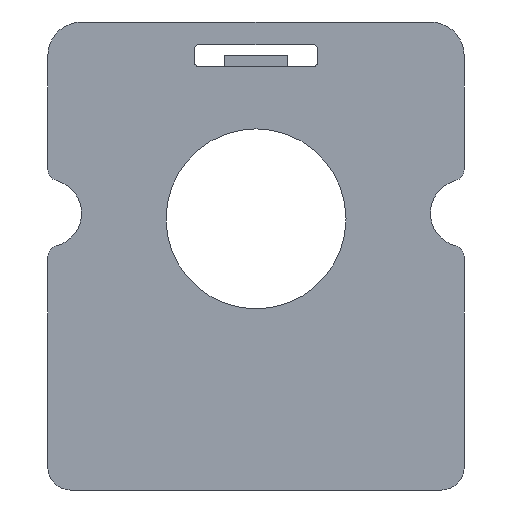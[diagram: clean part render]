
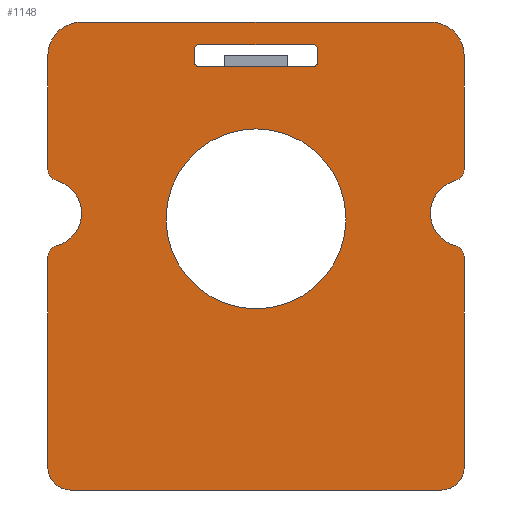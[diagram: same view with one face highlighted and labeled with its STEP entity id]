
A CAD part, front view. The second image highlights one B-rep face of the part: STEP entity #1148.
In plain terms, the highlighted planar face has unit normal (0, -1, 0).
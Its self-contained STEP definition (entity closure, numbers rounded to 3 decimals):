
#33=FACE_BOUND('',#181,.T.);
#34=FACE_BOUND('',#182,.T.);
#47=PLANE('',#1301);
#107=FACE_OUTER_BOUND('',#180,.T.);
#180=EDGE_LOOP('',(#965,#966,#967,#968,#969,#970,#971,#972,#973,#974,#975,
#976,#977,#978,#979,#980));
#181=EDGE_LOOP('',(#981,#982,#983,#984,#985,#986,#987,#988));
#182=EDGE_LOOP('',(#989));
#214=LINE('',#1741,#304);
#221=LINE('',#1760,#311);
#226=LINE('',#1773,#316);
#228=LINE('',#1781,#318);
#261=LINE('',#1957,#351);
#265=LINE('',#1966,#355);
#268=LINE('',#1974,#358);
#273=LINE('',#1994,#363);
#274=LINE('',#1998,#364);
#275=LINE('',#2002,#365);
#304=VECTOR('',#1350,10.);
#311=VECTOR('',#1365,10.);
#316=VECTOR('',#1378,10.);
#318=VECTOR('',#1388,10.);
#351=VECTOR('',#1591,10.);
#355=VECTOR('',#1601,10.);
#358=VECTOR('',#1610,10.);
#363=VECTOR('',#1635,10.);
#364=VECTOR('',#1638,10.);
#365=VECTOR('',#1641,10.);
#387=CIRCLE('',#1187,0.25);
#389=CIRCLE('',#1191,0.25);
#391=CIRCLE('',#1195,0.25);
#393=CIRCLE('',#1199,0.25);
#449=CIRCLE('',#1287,1.);
#450=CIRCLE('',#1290,1.);
#451=CIRCLE('',#1293,0.5);
#452=CIRCLE('',#1295,1.5);
#453=CIRCLE('',#1297,0.5);
#456=CIRCLE('',#1302,1.5);
#457=CIRCLE('',#1303,1.5);
#458=CIRCLE('',#1304,0.5);
#459=CIRCLE('',#1305,1.5);
#460=CIRCLE('',#1306,0.5);
#461=CIRCLE('',#1307,4.);
#466=VERTEX_POINT('',#1723);
#467=VERTEX_POINT('',#1725);
#473=VERTEX_POINT('',#1739);
#480=VERTEX_POINT('',#1754);
#481=VERTEX_POINT('',#1756);
#483=VERTEX_POINT('',#1765);
#485=VERTEX_POINT('',#1771);
#487=VERTEX_POINT('',#1777);
#544=VERTEX_POINT('',#1954);
#545=VERTEX_POINT('',#1956);
#546=VERTEX_POINT('',#1960);
#547=VERTEX_POINT('',#1964);
#548=VERTEX_POINT('',#1968);
#549=VERTEX_POINT('',#1972);
#550=VERTEX_POINT('',#1976);
#551=VERTEX_POINT('',#1980);
#552=VERTEX_POINT('',#1984);
#554=VERTEX_POINT('',#1993);
#555=VERTEX_POINT('',#1995);
#556=VERTEX_POINT('',#1997);
#557=VERTEX_POINT('',#1999);
#558=VERTEX_POINT('',#2001);
#559=VERTEX_POINT('',#2003);
#560=VERTEX_POINT('',#2005);
#561=VERTEX_POINT('',#2008);
#570=EDGE_CURVE('',#466,#467,#387,.T.);
#578=EDGE_CURVE('',#466,#473,#214,.T.);
#585=EDGE_CURVE('',#480,#481,#389,.T.);
#587=EDGE_CURVE('',#480,#467,#221,.T.);
#591=EDGE_CURVE('',#483,#473,#391,.T.);
#594=EDGE_CURVE('',#483,#485,#226,.T.);
#597=EDGE_CURVE('',#487,#485,#393,.T.);
#598=EDGE_CURVE('',#487,#481,#228,.T.);
#686=EDGE_CURVE('',#545,#544,#261,.T.);
#689=EDGE_CURVE('',#546,#544,#449,.T.);
#691=EDGE_CURVE('',#546,#547,#265,.T.);
#693=EDGE_CURVE('',#548,#547,#450,.T.);
#695=EDGE_CURVE('',#548,#549,#268,.T.);
#697=EDGE_CURVE('',#550,#549,#451,.T.);
#699=EDGE_CURVE('',#550,#551,#452,.T.);
#701=EDGE_CURVE('',#552,#551,#453,.T.);
#705=EDGE_CURVE('',#552,#554,#273,.T.);
#706=EDGE_CURVE('',#555,#554,#456,.T.);
#707=EDGE_CURVE('',#555,#556,#274,.T.);
#708=EDGE_CURVE('',#557,#556,#457,.T.);
#709=EDGE_CURVE('',#557,#558,#275,.T.);
#710=EDGE_CURVE('',#559,#558,#458,.T.);
#711=EDGE_CURVE('',#559,#560,#459,.T.);
#712=EDGE_CURVE('',#545,#560,#460,.T.);
#713=EDGE_CURVE('',#561,#561,#461,.T.);
#965=ORIENTED_EDGE('',*,*,#697,.F.);
#966=ORIENTED_EDGE('',*,*,#699,.T.);
#967=ORIENTED_EDGE('',*,*,#701,.F.);
#968=ORIENTED_EDGE('',*,*,#705,.T.);
#969=ORIENTED_EDGE('',*,*,#706,.F.);
#970=ORIENTED_EDGE('',*,*,#707,.T.);
#971=ORIENTED_EDGE('',*,*,#708,.F.);
#972=ORIENTED_EDGE('',*,*,#709,.T.);
#973=ORIENTED_EDGE('',*,*,#710,.F.);
#974=ORIENTED_EDGE('',*,*,#711,.T.);
#975=ORIENTED_EDGE('',*,*,#712,.F.);
#976=ORIENTED_EDGE('',*,*,#686,.T.);
#977=ORIENTED_EDGE('',*,*,#689,.F.);
#978=ORIENTED_EDGE('',*,*,#691,.T.);
#979=ORIENTED_EDGE('',*,*,#693,.F.);
#980=ORIENTED_EDGE('',*,*,#695,.T.);
#981=ORIENTED_EDGE('',*,*,#587,.T.);
#982=ORIENTED_EDGE('',*,*,#570,.F.);
#983=ORIENTED_EDGE('',*,*,#578,.T.);
#984=ORIENTED_EDGE('',*,*,#591,.F.);
#985=ORIENTED_EDGE('',*,*,#594,.T.);
#986=ORIENTED_EDGE('',*,*,#597,.F.);
#987=ORIENTED_EDGE('',*,*,#598,.T.);
#988=ORIENTED_EDGE('',*,*,#585,.F.);
#989=ORIENTED_EDGE('',*,*,#713,.T.);
#1148=ADVANCED_FACE('',(#107,#33,#34),#47,.F.);
#1187=AXIS2_PLACEMENT_3D('',#1726,#1339,#1340);
#1191=AXIS2_PLACEMENT_3D('',#1757,#1360,#1361);
#1195=AXIS2_PLACEMENT_3D('',#1767,#1372,#1373);
#1199=AXIS2_PLACEMENT_3D('',#1779,#1384,#1385);
#1287=AXIS2_PLACEMENT_3D('',#1962,#1596,#1597);
#1290=AXIS2_PLACEMENT_3D('',#1970,#1605,#1606);
#1293=AXIS2_PLACEMENT_3D('',#1978,#1614,#1615);
#1295=AXIS2_PLACEMENT_3D('',#1982,#1619,#1620);
#1297=AXIS2_PLACEMENT_3D('',#1986,#1624,#1625);
#1301=AXIS2_PLACEMENT_3D('',#1992,#1633,#1634);
#1302=AXIS2_PLACEMENT_3D('',#1996,#1636,#1637);
#1303=AXIS2_PLACEMENT_3D('',#2000,#1639,#1640);
#1304=AXIS2_PLACEMENT_3D('',#2004,#1642,#1643);
#1305=AXIS2_PLACEMENT_3D('',#2006,#1644,#1645);
#1306=AXIS2_PLACEMENT_3D('',#2007,#1646,#1647);
#1307=AXIS2_PLACEMENT_3D('',#2009,#1648,#1649);
#1339=DIRECTION('center_axis',(0.,-1.,0.));
#1340=DIRECTION('ref_axis',(0.707,0.,-0.707));
#1350=DIRECTION('',(-1.,0.,0.));
#1360=DIRECTION('center_axis',(0.,-1.,0.));
#1361=DIRECTION('ref_axis',(0.707,0.,0.707));
#1365=DIRECTION('',(0.,0.,-1.));
#1372=DIRECTION('center_axis',(0.,-1.,0.));
#1373=DIRECTION('ref_axis',(-0.707,0.,-0.707));
#1378=DIRECTION('',(0.,0.,1.));
#1384=DIRECTION('center_axis',(0.,-1.,0.));
#1385=DIRECTION('ref_axis',(-0.707,0.,0.707));
#1388=DIRECTION('',(1.,0.,0.));
#1591=DIRECTION('',(0.,0.,-1.));
#1596=DIRECTION('center_axis',(0.,1.,0.));
#1597=DIRECTION('ref_axis',(-0.707,0.,-0.707));
#1601=DIRECTION('',(1.,0.,0.));
#1605=DIRECTION('center_axis',(0.,1.,0.));
#1606=DIRECTION('ref_axis',(0.707,0.,-0.707));
#1610=DIRECTION('',(0.,0.,1.));
#1614=DIRECTION('center_axis',(0.,1.,0.));
#1615=DIRECTION('ref_axis',(0.791,0.,0.612));
#1619=DIRECTION('center_axis',(0.,1.,0.));
#1620=DIRECTION('ref_axis',(-1.,0.,0.));
#1624=DIRECTION('center_axis',(0.,1.,0.));
#1625=DIRECTION('ref_axis',(0.791,0.,-0.612));
#1633=DIRECTION('center_axis',(0.,1.,0.));
#1634=DIRECTION('ref_axis',(1.,0.,0.));
#1635=DIRECTION('',(0.,0.,1.));
#1636=DIRECTION('center_axis',(0.,1.,0.));
#1637=DIRECTION('ref_axis',(0.707,0.,0.707));
#1638=DIRECTION('',(-1.,0.,0.));
#1639=DIRECTION('center_axis',(0.,1.,0.));
#1640=DIRECTION('ref_axis',(-0.707,0.,0.707));
#1641=DIRECTION('',(0.,0.,-1.));
#1642=DIRECTION('center_axis',(0.,1.,0.));
#1643=DIRECTION('ref_axis',(-0.791,0.,-0.612));
#1644=DIRECTION('center_axis',(0.,1.,0.));
#1645=DIRECTION('ref_axis',(-1.,0.,0.));
#1646=DIRECTION('center_axis',(0.,1.,0.));
#1647=DIRECTION('ref_axis',(-0.791,0.,0.612));
#1648=DIRECTION('center_axis',(0.,1.,0.));
#1649=DIRECTION('ref_axis',(-1.,0.,0.));
#1723=CARTESIAN_POINT('',(2.5,0.,8.4));
#1725=CARTESIAN_POINT('',(2.75,0.,8.65));
#1726=CARTESIAN_POINT('Origin',(2.5,0.,8.65));
#1739=CARTESIAN_POINT('',(-2.5,0.,8.4));
#1741=CARTESIAN_POINT('',(-1.375,0.,8.4));
#1754=CARTESIAN_POINT('',(2.75,0.,9.15));
#1756=CARTESIAN_POINT('',(2.5,0.,9.4));
#1757=CARTESIAN_POINT('Origin',(2.5,0.,9.15));
#1760=CARTESIAN_POINT('',(2.75,0.,4.2));
#1765=CARTESIAN_POINT('',(-2.75,0.,8.65));
#1767=CARTESIAN_POINT('Origin',(-2.5,0.,8.65));
#1771=CARTESIAN_POINT('',(-2.75,0.,9.15));
#1773=CARTESIAN_POINT('',(-2.75,0.,4.7));
#1777=CARTESIAN_POINT('',(-2.5,0.,9.4));
#1779=CARTESIAN_POINT('Origin',(-2.5,0.,9.15));
#1781=CARTESIAN_POINT('',(1.375,0.,9.4));
#1954=CARTESIAN_POINT('',(-9.25,0.,-9.4));
#1956=CARTESIAN_POINT('',(-9.25,0.,-0.036));
#1957=CARTESIAN_POINT('',(-9.25,0.,10.4));
#1960=CARTESIAN_POINT('',(-8.25,0.,-10.4));
#1962=CARTESIAN_POINT('Origin',(-8.25,0.,-9.4));
#1964=CARTESIAN_POINT('',(8.25,0.,-10.4));
#1966=CARTESIAN_POINT('',(-9.25,0.,-10.4));
#1968=CARTESIAN_POINT('',(9.25,0.,-9.4));
#1970=CARTESIAN_POINT('Origin',(8.25,0.,-9.4));
#1972=CARTESIAN_POINT('',(9.25,0.,-0.036));
#1974=CARTESIAN_POINT('',(9.25,0.,-10.4));
#1976=CARTESIAN_POINT('',(8.875,0.,0.448));
#1978=CARTESIAN_POINT('Origin',(8.75,0.,-0.036));
#1980=CARTESIAN_POINT('',(8.875,0.,3.352));
#1982=CARTESIAN_POINT('Origin',(9.25,0.,1.9));
#1984=CARTESIAN_POINT('',(9.25,0.,3.836));
#1986=CARTESIAN_POINT('Origin',(8.75,0.,3.836));
#1992=CARTESIAN_POINT('Origin',(0.,0.,0.));
#1993=CARTESIAN_POINT('',(9.25,0.,8.9));
#1994=CARTESIAN_POINT('',(9.25,0.,-10.4));
#1995=CARTESIAN_POINT('',(7.75,0.,10.4));
#1996=CARTESIAN_POINT('Origin',(7.75,0.,8.9));
#1997=CARTESIAN_POINT('',(-7.75,0.,10.4));
#1998=CARTESIAN_POINT('',(9.25,0.,10.4));
#1999=CARTESIAN_POINT('',(-9.25,0.,8.9));
#2000=CARTESIAN_POINT('Origin',(-7.75,0.,8.9));
#2001=CARTESIAN_POINT('',(-9.25,0.,3.836));
#2002=CARTESIAN_POINT('',(-9.25,0.,10.4));
#2003=CARTESIAN_POINT('',(-8.875,0.,3.352));
#2004=CARTESIAN_POINT('Origin',(-8.75,0.,3.836));
#2005=CARTESIAN_POINT('',(-8.875,0.,0.448));
#2006=CARTESIAN_POINT('Origin',(-9.25,0.,1.9));
#2007=CARTESIAN_POINT('Origin',(-8.75,0.,-0.036));
#2008=CARTESIAN_POINT('',(4.,0.,1.65));
#2009=CARTESIAN_POINT('Origin',(0.,0.,1.65));
